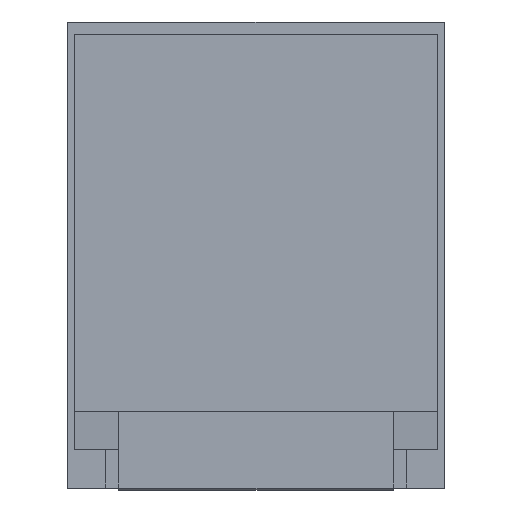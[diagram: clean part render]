
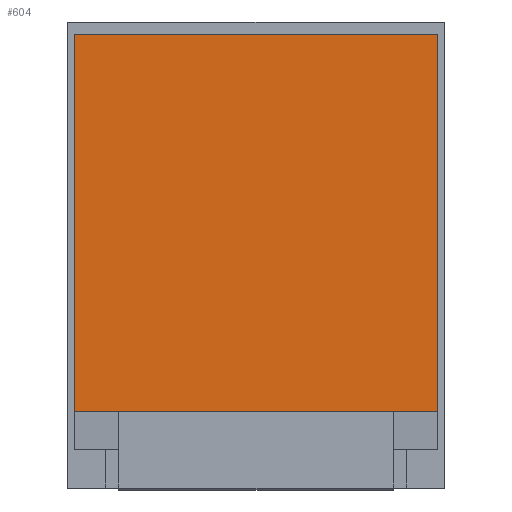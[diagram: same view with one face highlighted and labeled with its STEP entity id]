
A CAD part, top view. The second image highlights one B-rep face of the part: STEP entity #604.
In plain terms, the highlighted planar face has unit normal (0, 0, 1).
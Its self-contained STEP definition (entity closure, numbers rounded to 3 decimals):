
#56=FACE_OUTER_BOUND('',#89,.T.);
#89=EDGE_LOOP('',(#472,#473,#474,#475));
#144=LINE('',#950,#221);
#147=LINE('',#956,#224);
#148=LINE('',#958,#225);
#149=LINE('',#959,#226);
#221=VECTOR('',#776,10.);
#224=VECTOR('',#781,10.);
#225=VECTOR('',#782,10.);
#226=VECTOR('',#783,10.);
#286=VERTEX_POINT('',#947);
#287=VERTEX_POINT('',#949);
#289=VERTEX_POINT('',#955);
#290=VERTEX_POINT('',#957);
#352=EDGE_CURVE('',#286,#287,#144,.T.);
#355=EDGE_CURVE('',#286,#289,#147,.T.);
#356=EDGE_CURVE('',#289,#290,#148,.T.);
#357=EDGE_CURVE('',#290,#287,#149,.T.);
#472=ORIENTED_EDGE('',*,*,#352,.F.);
#473=ORIENTED_EDGE('',*,*,#355,.T.);
#474=ORIENTED_EDGE('',*,*,#356,.T.);
#475=ORIENTED_EDGE('',*,*,#357,.T.);
#573=PLANE('',#677);
#604=ADVANCED_FACE('',(#56),#573,.T.);
#677=AXIS2_PLACEMENT_3D('',#954,#779,#780);
#776=DIRECTION('',(-1.,0.,0.));
#779=DIRECTION('center_axis',(0.,0.,1.));
#780=DIRECTION('ref_axis',(1.,0.,0.));
#781=DIRECTION('',(0.,1.,0.));
#782=DIRECTION('',(-1.,0.,0.));
#783=DIRECTION('',(0.,-1.,0.));
#947=CARTESIAN_POINT('',(14.25,-12.25,2.25));
#949=CARTESIAN_POINT('',(-14.25,-12.25,2.25));
#950=CARTESIAN_POINT('',(-7.125,-12.25,2.25));
#954=CARTESIAN_POINT('Origin',(0.,1.,2.25));
#955=CARTESIAN_POINT('',(14.25,17.25,2.25));
#956=CARTESIAN_POINT('',(14.25,17.25,2.25));
#957=CARTESIAN_POINT('',(-14.25,17.25,2.25));
#958=CARTESIAN_POINT('',(-14.25,17.25,2.25));
#959=CARTESIAN_POINT('',(-14.25,-15.25,2.25));
